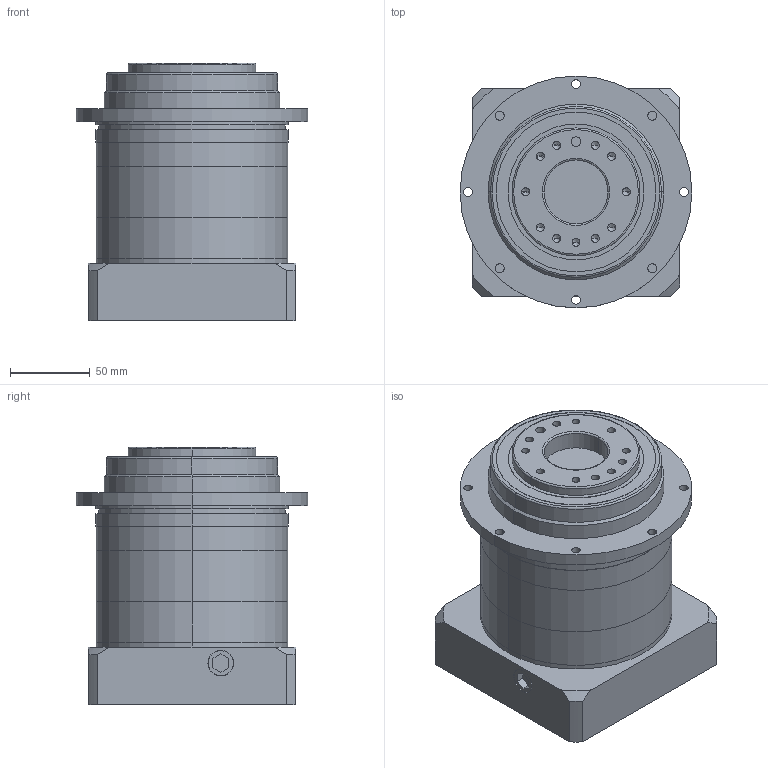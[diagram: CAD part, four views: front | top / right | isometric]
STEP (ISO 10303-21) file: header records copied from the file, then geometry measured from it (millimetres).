
FILE_DESCRIPTION (( 'STEP AP214' ), '1' );
FILE_NAME ('VGH110双级模型（19-55 100-5 4-11-109.6-109.6）.STEP', '2018-11-21T08:14:43', ( 'Windows' ), ( 'Microsoft' ), 'SwSTEP 2.0', 'SolidWorks 2016', '' );
FILE_SCHEMA (( 'AUTOMOTIVE_DESIGN' ));
Length unit declared in the file: millimetre
Products named in the file (1): VGH110双级模型（19-55 100-5 4-11-109.6-109.6）
Bounding box: 145 x 145 x 161 mm (x, y, z)
Volume: 1758996.8 mm3; surface area: 225359.1 mm2
Topology: 5 solids, 6 shells, 267 faces, 641 edges, 397 vertices
Faces by surface type: cylinder 127, plane 94, cone 40, torus 6
Entity records: 8337 total; most frequent: DIRECTION 1427, CARTESIAN_POINT 1300, ORIENTED_EDGE 1222, EDGE_CURVE 611, AXIS2_PLACEMENT_3D 556, VERTEX_POINT 397, EDGE_LOOP 328, VECTOR 315
